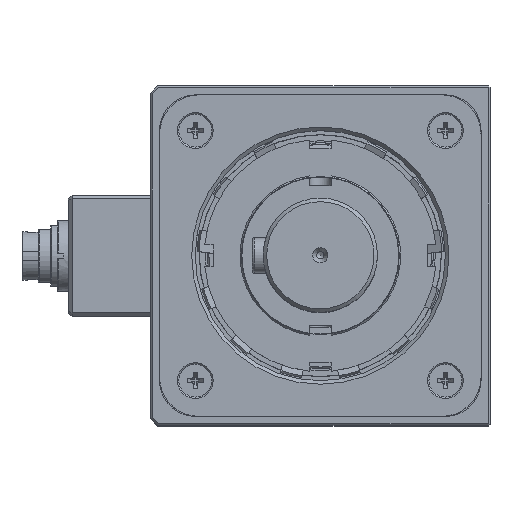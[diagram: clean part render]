
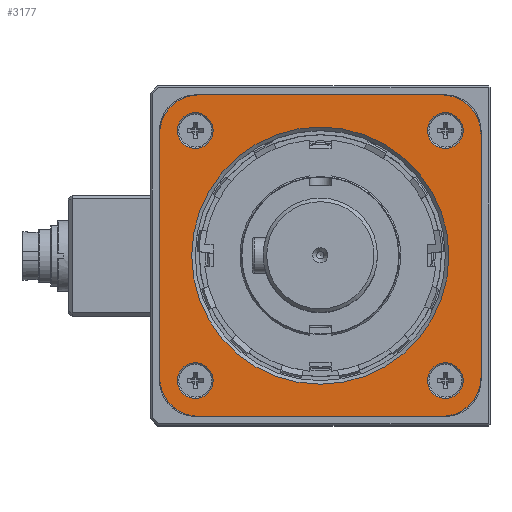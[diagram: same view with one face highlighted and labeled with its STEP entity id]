
A CAD part, top view. The second image highlights one B-rep face of the part: STEP entity #3177.
In plain terms, the highlighted planar face has unit normal (0, 0, 1).
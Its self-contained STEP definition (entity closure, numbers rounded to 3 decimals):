
#3177 = ADVANCED_FACE( '', ( #6435, #6436, #6437, #6438, #6439, #6440 ), #6441, .T. );
#6435 = FACE_BOUND( '', #9894, .T. );
#6436 = FACE_BOUND( '', #9895, .T. );
#6437 = FACE_BOUND( '', #9896, .T. );
#6438 = FACE_BOUND( '', #9897, .T. );
#6439 = FACE_BOUND( '', #9898, .T. );
#6440 = FACE_OUTER_BOUND( '', #9899, .T. );
#6441 = PLANE( '', #9900 );
#9894 = EDGE_LOOP( '', ( #16596 ) );
#9895 = EDGE_LOOP( '', ( #16597 ) );
#9896 = EDGE_LOOP( '', ( #16598 ) );
#9897 = EDGE_LOOP( '', ( #16599 ) );
#9898 = EDGE_LOOP( '', ( #16600 ) );
#9899 = EDGE_LOOP( '', ( #16601, #16602, #16603, #16604, #16605, #16606, #16607, #16608 ) );
#9900 = AXIS2_PLACEMENT_3D( '', #16609, #16610, #16611 );
#16596 = ORIENTED_EDGE( '', *, *, #21434, .T. );
#16597 = ORIENTED_EDGE( '', *, *, #21227, .T. );
#16598 = ORIENTED_EDGE( '', *, *, #19975, .T. );
#16599 = ORIENTED_EDGE( '', *, *, #21435, .T. );
#16600 = ORIENTED_EDGE( '', *, *, #20040, .T. );
#16601 = ORIENTED_EDGE( '', *, *, #21436, .T. );
#16602 = ORIENTED_EDGE( '', *, *, #21401, .T. );
#16603 = ORIENTED_EDGE( '', *, *, #20779, .T. );
#16604 = ORIENTED_EDGE( '', *, *, #21437, .T. );
#16605 = ORIENTED_EDGE( '', *, *, #20819, .T. );
#16606 = ORIENTED_EDGE( '', *, *, #19166, .T. );
#16607 = ORIENTED_EDGE( '', *, *, #19064, .T. );
#16608 = ORIENTED_EDGE( '', *, *, #20756, .T. );
#16609 = CARTESIAN_POINT( '', ( -45., -45., 10. ) );
#16610 = DIRECTION( '', ( 0., 0., 1. ) );
#16611 = DIRECTION( '', ( 1., 0., 0. ) );
#19064 = EDGE_CURVE( '', #22237, #22238, #22239, .T. );
#19166 = EDGE_CURVE( '', #22414, #22237, #22415, .T. );
#19975 = EDGE_CURVE( '', #23764, #23764, #23765, .T. );
#20040 = EDGE_CURVE( '', #23868, #23868, #23869, .T. );
#20756 = EDGE_CURVE( '', #22238, #24963, #24964, .T. );
#20779 = EDGE_CURVE( '', #24993, #24994, #24995, .T. );
#20819 = EDGE_CURVE( '', #25051, #22414, #25052, .T. );
#21227 = EDGE_CURVE( '', #25574, #25574, #25575, .T. );
#21401 = EDGE_CURVE( '', #25792, #24993, #25793, .T. );
#21434 = EDGE_CURVE( '', #25832, #25832, #25833, .F. );
#21435 = EDGE_CURVE( '', #25834, #25834, #25835, .T. );
#21436 = EDGE_CURVE( '', #24963, #25792, #25836, .T. );
#21437 = EDGE_CURVE( '', #24994, #25051, #25837, .T. );
#22237 = VERTEX_POINT( '', #26831 );
#22238 = VERTEX_POINT( '', #26832 );
#22239 = LINE( '', #26833, #26834 );
#22414 = VERTEX_POINT( '', #27071 );
#22415 = CIRCLE( '', #27072, 11. );
#23764 = VERTEX_POINT( '', #29050 );
#23765 = CIRCLE( '', #29051, 5. );
#23868 = VERTEX_POINT( '', #29178 );
#23869 = CIRCLE( '', #29179, 5. );
#24963 = VERTEX_POINT( '', #30821 );
#24964 = CIRCLE( '', #30822, 11. );
#24993 = VERTEX_POINT( '', #30857 );
#24994 = VERTEX_POINT( '', #30858 );
#24995 = LINE( '', #30859, #30860 );
#25051 = VERTEX_POINT( '', #30929 );
#25052 = LINE( '', #30930, #30931 );
#25574 = VERTEX_POINT( '', #31781 );
#25575 = CIRCLE( '', #31782, 5. );
#25792 = VERTEX_POINT( '', #32099 );
#25793 = CIRCLE( '', #32100, 11. );
#25832 = VERTEX_POINT( '', #32167 );
#25833 = CIRCLE( '', #32168, 36. );
#25834 = VERTEX_POINT( '', #32169 );
#25835 = CIRCLE( '', #32170, 5. );
#25836 = LINE( '', #32171, #32172 );
#25837 = CIRCLE( '', #32173, 11. );
#26831 = CARTESIAN_POINT( '', ( 34., 45., 10. ) );
#26832 = CARTESIAN_POINT( '', ( -34., 45., 10. ) );
#26833 = CARTESIAN_POINT( '', ( 45., 45., 10. ) );
#26834 = VECTOR( '', #33091, 1000. );
#27071 = CARTESIAN_POINT( '', ( 45., 34., 10. ) );
#27072 = AXIS2_PLACEMENT_3D( '', #33226, #33227, #33228 );
#29050 = CARTESIAN_POINT( '', ( 35., -40., 10. ) );
#29051 = AXIS2_PLACEMENT_3D( '', #34264, #34265, #34266 );
#29178 = CARTESIAN_POINT( '', ( -35., 40., 10. ) );
#29179 = AXIS2_PLACEMENT_3D( '', #34363, #34364, #34365 );
#30821 = CARTESIAN_POINT( '', ( -45., 34., 10. ) );
#30822 = AXIS2_PLACEMENT_3D( '', #35277, #35278, #35279 );
#30857 = CARTESIAN_POINT( '', ( -34., -45., 10. ) );
#30858 = CARTESIAN_POINT( '', ( 34., -45., 10. ) );
#30859 = CARTESIAN_POINT( '', ( -45., -45., 10. ) );
#30860 = VECTOR( '', #35310, 1000. );
#30929 = CARTESIAN_POINT( '', ( 45., -34., 10. ) );
#30930 = CARTESIAN_POINT( '', ( 45., -45., 10. ) );
#30931 = VECTOR( '', #35360, 1000. );
#31781 = CARTESIAN_POINT( '', ( -40., -35., 10. ) );
#31782 = AXIS2_PLACEMENT_3D( '', #35728, #35729, #35730 );
#32099 = CARTESIAN_POINT( '', ( -45., -34., 10. ) );
#32100 = AXIS2_PLACEMENT_3D( '', #35882, #35883, #35884 );
#32167 = CARTESIAN_POINT( '', ( 36., 0., 10. ) );
#32168 = AXIS2_PLACEMENT_3D( '', #35904, #35905, #35906 );
#32169 = CARTESIAN_POINT( '', ( 40., 35., 10. ) );
#32170 = AXIS2_PLACEMENT_3D( '', #35907, #35908, #35909 );
#32171 = CARTESIAN_POINT( '', ( -45., 45., 10. ) );
#32172 = VECTOR( '', #35910, 1000. );
#32173 = AXIS2_PLACEMENT_3D( '', #35911, #35912, #35913 );
#33091 = DIRECTION( '', ( -1., 0., 0. ) );
#33226 = CARTESIAN_POINT( '', ( 34., 34., 10. ) );
#33227 = DIRECTION( '', ( 0., 0., 1. ) );
#33228 = DIRECTION( '', ( 1., 0., 0. ) );
#34264 = CARTESIAN_POINT( '', ( 35., -35., 10. ) );
#34265 = DIRECTION( '', ( 0., 0., -1. ) );
#34266 = DIRECTION( '', ( 0., -1., 0. ) );
#34363 = CARTESIAN_POINT( '', ( -35., 35., 10. ) );
#34364 = DIRECTION( '', ( 0., 0., -1. ) );
#34365 = DIRECTION( '', ( 0., 1., 0. ) );
#35277 = CARTESIAN_POINT( '', ( -34., 34., 10. ) );
#35278 = DIRECTION( '', ( 0., 0., 1. ) );
#35279 = DIRECTION( '', ( 1., 0., 0. ) );
#35310 = DIRECTION( '', ( 1., 0., 0. ) );
#35360 = DIRECTION( '', ( 0., 1., 0. ) );
#35728 = CARTESIAN_POINT( '', ( -35., -35., 10. ) );
#35729 = DIRECTION( '', ( 0., 0., -1. ) );
#35730 = DIRECTION( '', ( -1., 0., 0. ) );
#35882 = CARTESIAN_POINT( '', ( -34., -34., 10. ) );
#35883 = DIRECTION( '', ( 0., 0., 1. ) );
#35884 = DIRECTION( '', ( 1., 0., 0. ) );
#35904 = CARTESIAN_POINT( '', ( 0., 0., 10. ) );
#35905 = DIRECTION( '', ( 0., 0., 1. ) );
#35906 = DIRECTION( '', ( 1., 0., 0. ) );
#35907 = CARTESIAN_POINT( '', ( 35., 35., 10. ) );
#35908 = DIRECTION( '', ( 0., 0., -1. ) );
#35909 = DIRECTION( '', ( 1., 0., 0. ) );
#35910 = DIRECTION( '', ( 0., -1., 0. ) );
#35911 = CARTESIAN_POINT( '', ( 34., -34., 10. ) );
#35912 = DIRECTION( '', ( 0., 0., 1. ) );
#35913 = DIRECTION( '', ( 1., 0., 0. ) );
